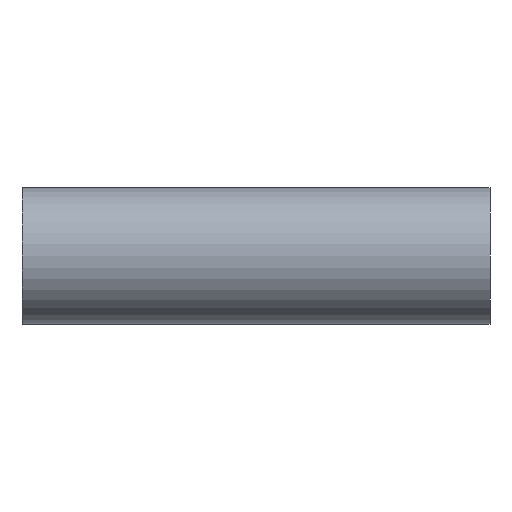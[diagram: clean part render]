
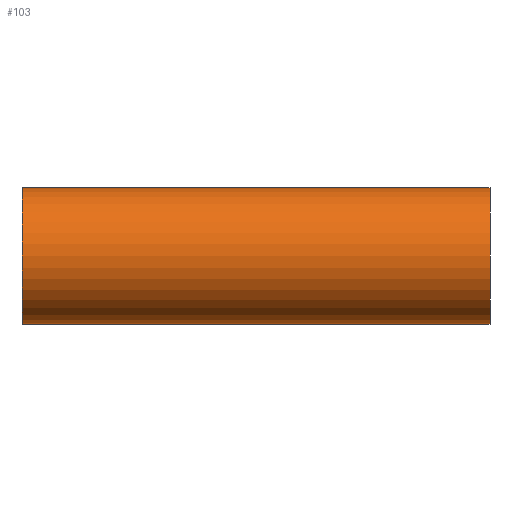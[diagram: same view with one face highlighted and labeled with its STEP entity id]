
A CAD part, left-side view. The second image highlights one B-rep face of the part: STEP entity #103.
In plain terms, the highlighted cylindrical face has radius 55 mm (diameter 110 mm), a partial arc.
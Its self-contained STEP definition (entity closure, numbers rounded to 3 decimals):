
#6 = VERTEX_POINT ( 'NONE', #76 ) ;
#13 = CARTESIAN_POINT ( 'NONE',  ( 0., 376., -55. ) ) ;
#16 = LINE ( 'NONE', #316, #460 ) ;
#21 = EDGE_CURVE ( 'NONE', #200, #238, #40, .T. ) ;
#23 = DIRECTION ( 'NONE',  ( 0., -1., 0. ) ) ;
#27 = CARTESIAN_POINT ( 'NONE',  ( 0., 376., 55. ) ) ;
#30 = CYLINDRICAL_SURFACE ( 'NONE', #380, 55. ) ;
#40 = LINE ( 'NONE', #96, #125 ) ;
#46 = CARTESIAN_POINT ( 'NONE',  ( 0., 0., 0. ) ) ;
#55 = DIRECTION ( 'NONE',  ( 0., -1., 0. ) ) ;
#60 = ORIENTED_EDGE ( 'NONE', *, *, #221, .T. ) ;
#76 = CARTESIAN_POINT ( 'NONE',  ( 0., 0., 55. ) ) ;
#80 = VERTEX_POINT ( 'NONE', #252 ) ;
#82 = CARTESIAN_POINT ( 'NONE',  ( 0., 376., 55. ) ) ;
#83 = AXIS2_PLACEMENT_3D ( 'NONE', #46, #345, #243 ) ;
#89 = CARTESIAN_POINT ( 'NONE',  ( 0., 125., -55. ) ) ;
#96 = CARTESIAN_POINT ( 'NONE',  ( 0., 376., -55. ) ) ;
#98 = CARTESIAN_POINT ( 'NONE',  ( 0., 125., 55. ) ) ;
#103 = ADVANCED_FACE ( 'NONE', ( #446 ), #30, .T. ) ;
#104 = DIRECTION ( 'NONE',  ( 0., -1., 0. ) ) ;
#118 = EDGE_CURVE ( 'NONE', #200, #249, #192, .T. ) ;
#125 = VECTOR ( 'NONE', #134, 1000. ) ;
#134 = DIRECTION ( 'NONE',  ( 0., -1., 0. ) ) ;
#150 = EDGE_CURVE ( 'NONE', #318, #6, #174, .T. ) ;
#155 = AXIS2_PLACEMENT_3D ( 'NONE', #435, #403, #478 ) ;
#166 = ORIENTED_EDGE ( 'NONE', *, *, #21, .T. ) ;
#174 = LINE ( 'NONE', #27, #250 ) ;
#186 = VECTOR ( 'NONE', #55, 1000. ) ;
#192 = CIRCLE ( 'NONE', #155, 55. ) ;
#200 = VERTEX_POINT ( 'NONE', #307 ) ;
#213 = CARTESIAN_POINT ( 'NONE',  ( 0., 376., 0. ) ) ;
#220 = ORIENTED_EDGE ( 'NONE', *, *, #311, .F. ) ;
#221 = EDGE_CURVE ( 'NONE', #80, #6, #330, .T. ) ;
#238 = VERTEX_POINT ( 'NONE', #89 ) ;
#239 = EDGE_CURVE ( 'NONE', #238, #80, #464, .T. ) ;
#243 = DIRECTION ( 'NONE',  ( 0., 0., 1. ) ) ;
#249 = VERTEX_POINT ( 'NONE', #82 ) ;
#250 = VECTOR ( 'NONE', #23, 1000. ) ;
#252 = CARTESIAN_POINT ( 'NONE',  ( 0., 0., -55. ) ) ;
#264 = ORIENTED_EDGE ( 'NONE', *, *, #150, .F. ) ;
#278 = ORIENTED_EDGE ( 'NONE', *, *, #118, .F. ) ;
#286 = DIRECTION ( 'NONE',  ( 0., -1., 0. ) ) ;
#287 = DIRECTION ( 'NONE',  ( 0., 0., -1. ) ) ;
#307 = CARTESIAN_POINT ( 'NONE',  ( 0., 376., -55. ) ) ;
#311 = EDGE_CURVE ( 'NONE', #249, #318, #16, .T. ) ;
#316 = CARTESIAN_POINT ( 'NONE',  ( 0., 376., 55. ) ) ;
#318 = VERTEX_POINT ( 'NONE', #98 ) ;
#330 = CIRCLE ( 'NONE', #83, 55. ) ;
#345 = DIRECTION ( 'NONE',  ( 0., 1., 0. ) ) ;
#380 = AXIS2_PLACEMENT_3D ( 'NONE', #213, #104, #287 ) ;
#403 = DIRECTION ( 'NONE',  ( 0., 1., 0. ) ) ;
#435 = CARTESIAN_POINT ( 'NONE',  ( 0., 376., 0. ) ) ;
#441 = ORIENTED_EDGE ( 'NONE', *, *, #239, .T. ) ;
#446 = FACE_OUTER_BOUND ( 'NONE', #451, .T. ) ;
#451 = EDGE_LOOP ( 'NONE', ( #220, #278, #166, #441, #60, #264 ) ) ;
#460 = VECTOR ( 'NONE', #286, 1000. ) ;
#464 = LINE ( 'NONE', #13, #186 ) ;
#478 = DIRECTION ( 'NONE',  ( 0., 0., 1. ) ) ;
